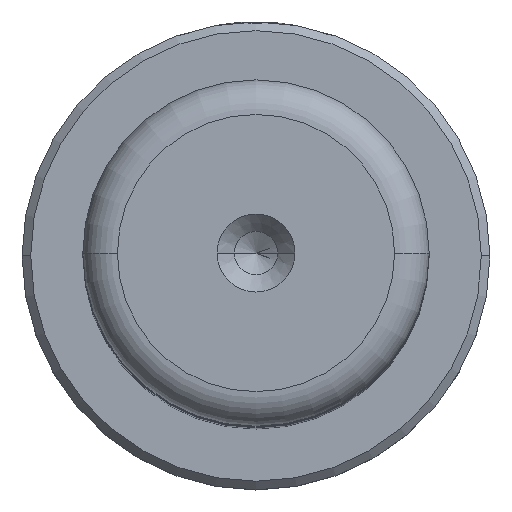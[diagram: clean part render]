
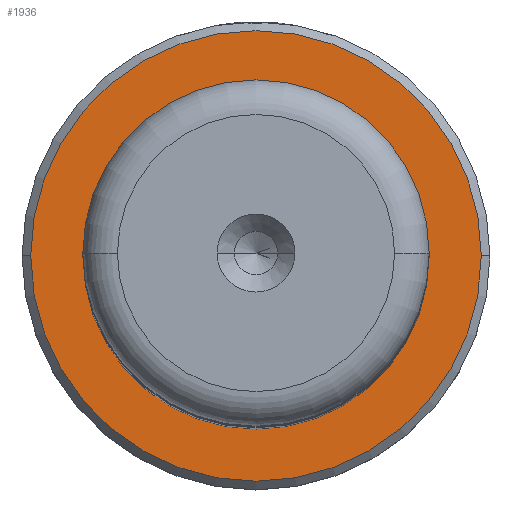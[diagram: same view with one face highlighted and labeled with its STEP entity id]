
A CAD part, top view. The second image highlights one B-rep face of the part: STEP entity #1936.
In plain terms, the highlighted planar face has unit normal (0, 0, 1).
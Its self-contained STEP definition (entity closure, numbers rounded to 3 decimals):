
#6 = PLANE ( 'NONE',  #1934 ) ;
#19 = DIRECTION ( 'NONE',  ( 1., 0., 0. ) ) ;
#68 = ORIENTED_EDGE ( 'NONE', *, *, #1796, .T. ) ;
#87 = DIRECTION ( 'NONE',  ( 1., 0., 0. ) ) ;
#103 = EDGE_CURVE ( 'NONE', #901, #448, #2429, .T. ) ;
#302 = EDGE_CURVE ( 'NONE', #448, #901, #916, .T. ) ;
#448 = VERTEX_POINT ( 'NONE', #1776 ) ;
#532 = VERTEX_POINT ( 'NONE', #2723 ) ;
#623 = CARTESIAN_POINT ( 'NONE',  ( 0., 0., 18. ) ) ;
#800 = EDGE_LOOP ( 'NONE', ( #2936, #68 ) ) ;
#848 = DIRECTION ( 'NONE',  ( 1., 0., 0. ) ) ;
#901 = VERTEX_POINT ( 'NONE', #1043 ) ;
#916 = CIRCLE ( 'NONE', #1604, 9.495 ) ;
#1043 = CARTESIAN_POINT ( 'NONE',  ( 9.495, 0., 18. ) ) ;
#1054 = EDGE_CURVE ( 'NONE', #1325, #532, #2685, .T. ) ;
#1180 = CIRCLE ( 'NONE', #2727, 13. ) ;
#1182 = CARTESIAN_POINT ( 'NONE',  ( 0., 0., 18. ) ) ;
#1235 = DIRECTION ( 'NONE',  ( 0., 0., -1. ) ) ;
#1299 = ORIENTED_EDGE ( 'NONE', *, *, #103, .T. ) ;
#1321 = DIRECTION ( 'NONE',  ( 0., 0., -1. ) ) ;
#1325 = VERTEX_POINT ( 'NONE', #2098 ) ;
#1417 = DIRECTION ( 'NONE',  ( 0., 0., 1. ) ) ;
#1485 = DIRECTION ( 'NONE',  ( 0., 0., 1. ) ) ;
#1604 = AXIS2_PLACEMENT_3D ( 'NONE', #2597, #1235, #2833 ) ;
#1776 = CARTESIAN_POINT ( 'NONE',  ( -9.495, 0., 18. ) ) ;
#1796 = EDGE_CURVE ( 'NONE', #532, #1325, #1180, .T. ) ;
#1934 = AXIS2_PLACEMENT_3D ( 'NONE', #1182, #1417, #19 ) ;
#1936 = ADVANCED_FACE ( 'NONE', ( #2343, #2867 ), #6, .T. ) ;
#2045 = AXIS2_PLACEMENT_3D ( 'NONE', #2687, #1321, #2915 ) ;
#2098 = CARTESIAN_POINT ( 'NONE',  ( -13., 0., 18. ) ) ;
#2236 = DIRECTION ( 'NONE',  ( 0., 0., 1. ) ) ;
#2343 = FACE_OUTER_BOUND ( 'NONE', #800, .T. ) ;
#2429 = CIRCLE ( 'NONE', #2045, 9.495 ) ;
#2476 = AXIS2_PLACEMENT_3D ( 'NONE', #623, #2236, #848 ) ;
#2597 = CARTESIAN_POINT ( 'NONE',  ( 0., 0., 18. ) ) ;
#2685 = CIRCLE ( 'NONE', #2476, 13. ) ;
#2687 = CARTESIAN_POINT ( 'NONE',  ( 0., 0., 18. ) ) ;
#2723 = CARTESIAN_POINT ( 'NONE',  ( 13., 0., 18. ) ) ;
#2726 = EDGE_LOOP ( 'NONE', ( #2801, #1299 ) ) ;
#2727 = AXIS2_PLACEMENT_3D ( 'NONE', #2844, #1485, #87 ) ;
#2801 = ORIENTED_EDGE ( 'NONE', *, *, #302, .T. ) ;
#2833 = DIRECTION ( 'NONE',  ( -1., 0., 0. ) ) ;
#2844 = CARTESIAN_POINT ( 'NONE',  ( 0., 0., 18. ) ) ;
#2867 = FACE_BOUND ( 'NONE', #2726, .T. ) ;
#2915 = DIRECTION ( 'NONE',  ( -1., 0., 0. ) ) ;
#2936 = ORIENTED_EDGE ( 'NONE', *, *, #1054, .T. ) ;
